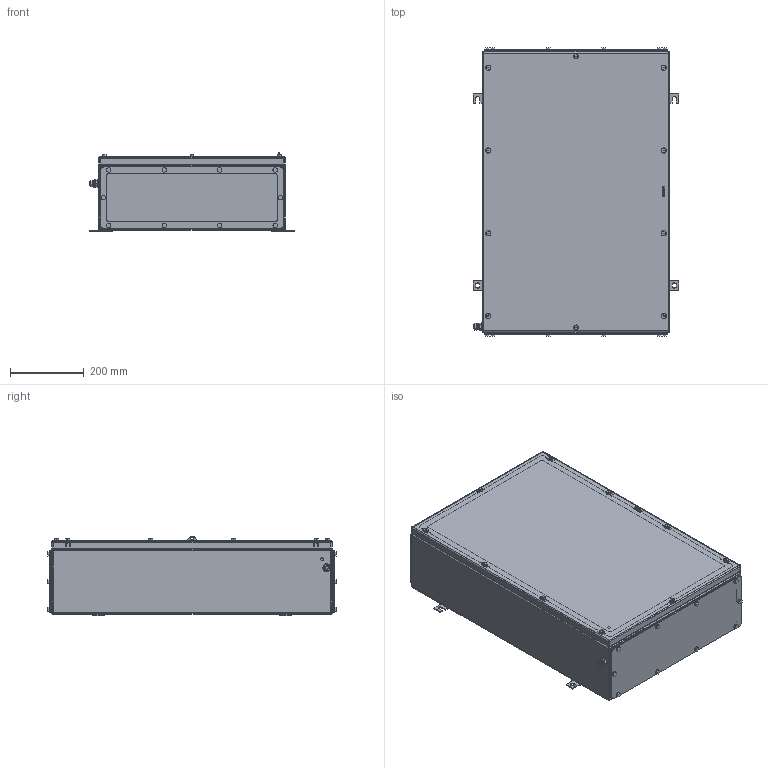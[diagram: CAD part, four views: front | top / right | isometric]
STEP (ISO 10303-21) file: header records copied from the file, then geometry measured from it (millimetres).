
FILE_DESCRIPTION(('CATIA V5 STEP Exchange','CAx-IF Rec.Pracs.--- Model Styling and Organization---1.4--- 2014-01-23'),'2;1');
FILE_NAME ('008586-6_2_1195470000_1195470000.stp','2019-07-19T07:51:17+00:00',('none'),('Weidmueller'),'CATIA Version 5-6 Release 2016 SP3 HF44','CATIA V5 STEP AP214','none');
FILE_SCHEMA(('AUTOMOTIVE_DESIGN { 1 0 10303 214 1 1 1 1 }'));
Products named in the file (1): 1195470000
Bounding box: 559 x 784 x 215 mm (x, y, z)
Volume: 2766647.5 mm3; surface area: 3152803.5 mm2
Topology: 99 solids, 99 shells, 3174 faces, 7446 edges, 4423 vertices
Faces by surface type: cylinder 1381, plane 1167, torus 212, cone 198, sphere 156, bspline 60
Entity records: 89648 total; most frequent: CARTESIAN_POINT 22080, ORIENTED_EDGE 14440, DIRECTION 11780, EDGE_CURVE 7220, AXIS2_PLACEMENT_3D 5365, VERTEX_POINT 4423, VECTOR 3919, LINE 3919
